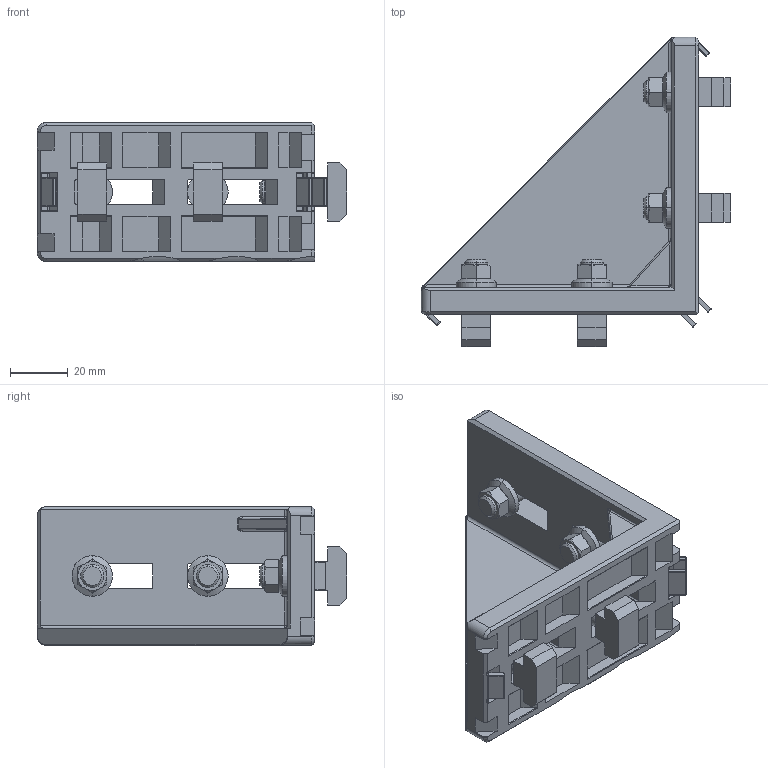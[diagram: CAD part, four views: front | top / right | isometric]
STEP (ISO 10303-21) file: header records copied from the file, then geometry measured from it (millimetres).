
FILE_DESCRIPTION((''),'2;1');
FILE_NAME('50x100 Gusset With Fasteners.ipt.stp','2011-06-02T21:58:16',(''),(''),'Autodesk Inventor 2011','Autodesk Inventor 2011','');
FILE_SCHEMA(('AUTOMOTIVE_DESIGN { 1 0 10303 214 1 1 1 1 }'));
Length unit declared in the file: millimetre
Products named in the file (1): 50x100 Gusset With Fasteners
Bounding box: 107 x 107 x 48 mm (x, y, z)
Volume: 96641.6 mm3; surface area: 41884.8 mm2
Topology: 17 solids, 17 shells, 644 faces, 1560 edges, 907 vertices
Faces by surface type: plane 283, cylinder 210, sphere 58, cone 48, bspline 27, torus 18
Entity records: 22828 total; most frequent: CARTESIAN_POINT 8336, ORIENTED_EDGE 3004, DIRECTION 2993, EDGE_CURVE 1502, AXIS2_PLACEMENT_3D 1047, VERTEX_POINT 907, VECTOR 899, LINE 899
